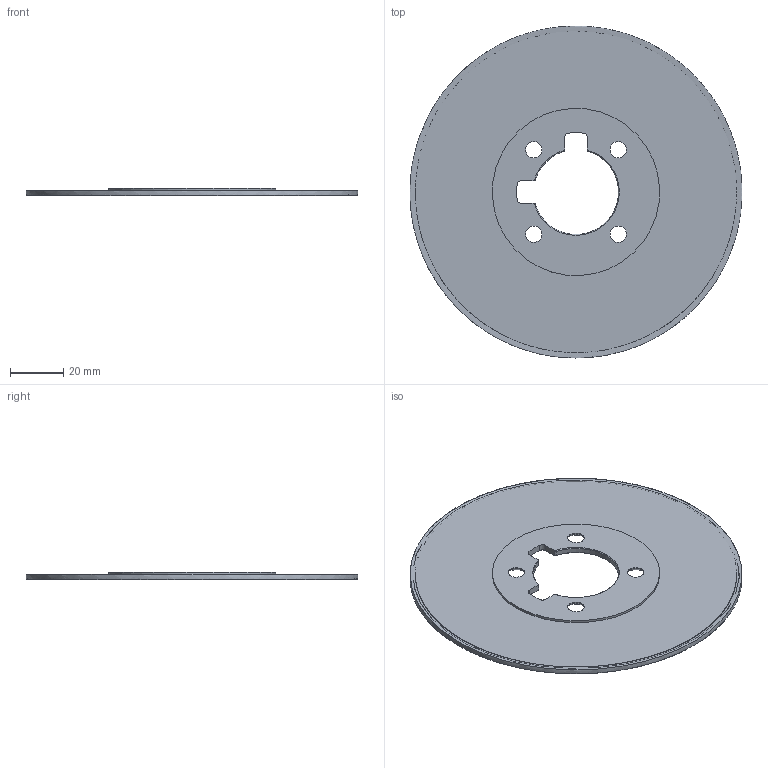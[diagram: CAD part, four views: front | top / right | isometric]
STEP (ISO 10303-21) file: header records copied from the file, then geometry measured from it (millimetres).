
FILE_DESCRIPTION(/* description */ (''),/* implementation_level */ '2;1');
FILE_NAME(/* name */ 'toolassembly_1.stp',/* time_stamp */ '2018-10-19T13:01:53+02:00',/* author */ (''),/* organization */ ('SMS'),/* preprocessor_version */ 'ST-DEVELOPER v15',/* originating_system */ 'SIEMENS PLM Software NX 8.5',/* authorisation */ '');
FILE_SCHEMA (('AUTOMOTIVE_DESIGN { 1 0 10303 214 3 1 1 1 }'));
Length unit declared in the file: millimetre
Products named in the file (4): ASSEMBLY_CONSTRUCTION; CUT_20181019130049; NOCUT_20181019130045; TOOLASSEMBLY_1
Assembly tree (3 placements, depth 2):
  TOOLASSEMBLY_1
    NOCUT_20181019130045
    CUT_20181019130049
    ASSEMBLY_CONSTRUCTION
Bounding box: 125 x 125 x 2.65 mm (x, y, z)
Volume: 19400.7 mm3; surface area: 25762.4 mm2
Topology: 2 solids, 2 shells, 41 faces, 114 edges, 91 vertices
Faces by surface type: cylinder 18, cone 14, plane 7, bspline 2
Full cylindrical faces by diameter (mm): 6.168 x4, 63 x1, 123.096 x1
Entity records: 5429 total; most frequent: CARTESIAN_POINT 4164, DIRECTION 248, ORIENTED_EDGE 184, AXIS2_PLACEMENT_3D 112, EDGE_CURVE 92, VERTEX_POINT 68, EDGE_LOOP 66, CIRCLE 54
